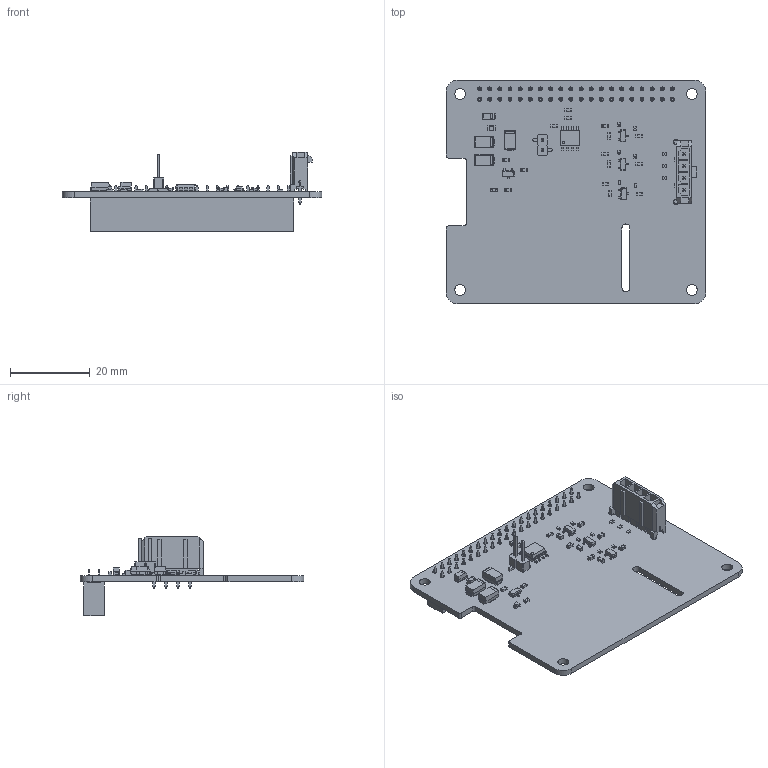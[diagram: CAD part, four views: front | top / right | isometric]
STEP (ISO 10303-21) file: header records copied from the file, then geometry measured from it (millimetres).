
FILE_DESCRIPTION(('KiCad electronic assembly'),'2;1');
FILE_NAME('S-PCBASSY-001-01.step','2026-02-28T22:21:08',('Pcbnew'),( 'Kicad'),'Open CASCADE STEP processor 7.9','KiCad to STEP converter' ,'Unknown');
FILE_SCHEMA(('AUTOMOTIVE_DESIGN { 1 0 10303 214 1 1 1 1 }'));
Length unit declared in the file: millimetre
Products named in the file (18): S-PCBASSY-001-01 1; C_0603_1608Metric; 43650-0428; COMPOUND; D_SMA; SOT-23; R_0603_1608Metric; D_SOD-882D; D_SOD-882; LED_0603_1608Metric; Fuse_0603_1608Metric; PinHeader_1x02_P2.54mm_Vertical_SMD_Pin1Left; C_0805_2012Metric; SOIC-8_3.9x4.9mm_P1.27mm; CP_EIA-3216-18_Kemet-A; PinSocket_2x20_P2.54mm_Vertical; S-PCBASSY-001-01_PCB
Assembly tree (41 placements, depth 3):
  S-PCBASSY-001-01 1
    C_0603_1608Metric  x11
    43650-0428
      COMPOUND
      COMPOUND
    D_SMA  x3
    SOT-23  x4
    R_0603_1608Metric  x3
    D_SOD-882D  x2
    D_SOD-882  x7
    LED_0603_1608Metric
    Fuse_0603_1608Metric
    PinHeader_1x02_P2.54mm_Vertical_SMD_Pin1Left
    C_0805_2012Metric
    SOIC-8_3.9x4.9mm_P1.27mm
    CP_EIA-3216-18_Kemet-A
    PinSocket_2x20_P2.54mm_Vertical
    S-PCBASSY-001-01_PCB
Bounding box: 65 x 56 x 19.95 mm (x, y, z)
Volume: 7864.9 mm3; surface area: 11620.3 mm2
Topology: 40 solids, 40 shells, 2737 faces, 7097 edges, 4603 vertices
Faces by surface type: plane 2274, cylinder 344, bspline 119
Full cylindrical faces by diameter (mm): 1 x40, 1.02 x4, 1.27 x2, 2.7 x4
Entity records: 77556 total; most frequent: CARTESIAN_POINT 11840, ORIENTED_EDGE 10251, DIRECTION 9284, EDGE_CURVE 5126, LINE 4700, VECTOR 4700, VERTEX_POINT 3306, AXIS2_PLACEMENT_3D 2292
